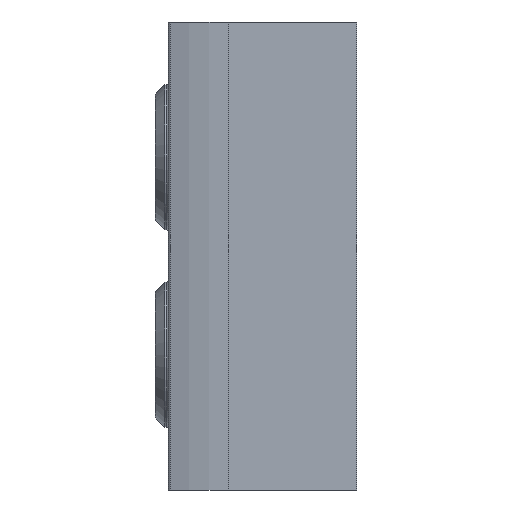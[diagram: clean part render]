
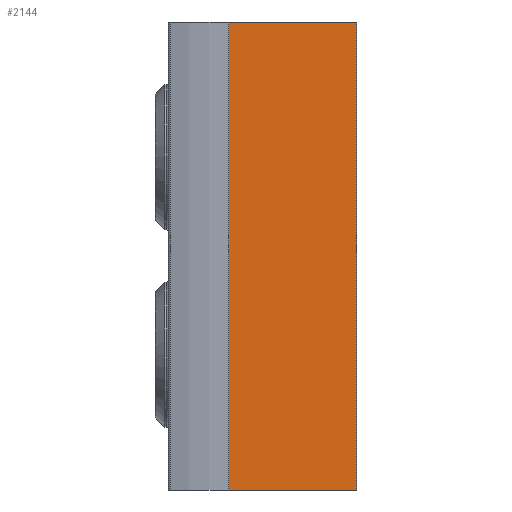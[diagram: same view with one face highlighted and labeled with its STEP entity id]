
A CAD part, left-side view. The second image highlights one B-rep face of the part: STEP entity #2144.
In plain terms, the highlighted planar face has unit normal (-1, 0, 0).
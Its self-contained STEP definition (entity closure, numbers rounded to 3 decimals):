
#356=ORIENTED_EDGE('',*,*,#872,.T.);
#357=ORIENTED_EDGE('',*,*,#835,.F.);
#358=ORIENTED_EDGE('',*,*,#873,.F.);
#359=ORIENTED_EDGE('',*,*,#869,.T.);
#835=EDGE_CURVE('',#1093,#1090,#1309,.T.);
#869=EDGE_CURVE('',#1128,#1127,#1314,.T.);
#872=EDGE_CURVE('',#1127,#1090,#1316,.T.);
#873=EDGE_CURVE('',#1128,#1093,#1317,.T.);
#1090=VERTEX_POINT('',#3482);
#1093=VERTEX_POINT('',#3487);
#1127=VERTEX_POINT('',#3560);
#1128=VERTEX_POINT('',#3562);
#1309=LINE('',#3488,#1381);
#1314=LINE('',#3561,#1386);
#1316=LINE('',#3567,#1388);
#1317=LINE('',#3568,#1389);
#1381=VECTOR('',#2692,1000.);
#1386=VECTOR('',#2765,1000.);
#1388=VECTOR('',#2771,1000.);
#1389=VECTOR('',#2772,1000.);
#1465=EDGE_LOOP('',(#356,#357,#358,#359));
#1775=FACE_BOUND('',#1465,.T.);
#2077=PLANE('',#2361);
#2144=ADVANCED_FACE('',(#1775),#2077,.F.);
#2361=AXIS2_PLACEMENT_3D('',#3566,#2769,#2770);
#2692=DIRECTION('',(0.,0.,-1.));
#2765=DIRECTION('',(0.,0.,-1.));
#2769=DIRECTION('',(1.,0.,0.));
#2770=DIRECTION('',(0.,0.,-1.));
#2771=DIRECTION('',(0.,-1.,0.));
#2772=DIRECTION('',(0.,-1.,0.));
#3482=CARTESIAN_POINT('',(-53.8,0.,-24.85));
#3487=CARTESIAN_POINT('',(-53.8,0.,24.85));
#3488=CARTESIAN_POINT('',(-53.8,0.,24.85));
#3560=CARTESIAN_POINT('',(-53.8,13.6,-24.85));
#3561=CARTESIAN_POINT('',(-53.8,13.6,24.85));
#3562=CARTESIAN_POINT('',(-53.8,13.6,24.85));
#3566=CARTESIAN_POINT('',(-53.8,13.6,24.85));
#3567=CARTESIAN_POINT('',(-53.8,13.6,-24.85));
#3568=CARTESIAN_POINT('',(-53.8,13.6,24.85));
